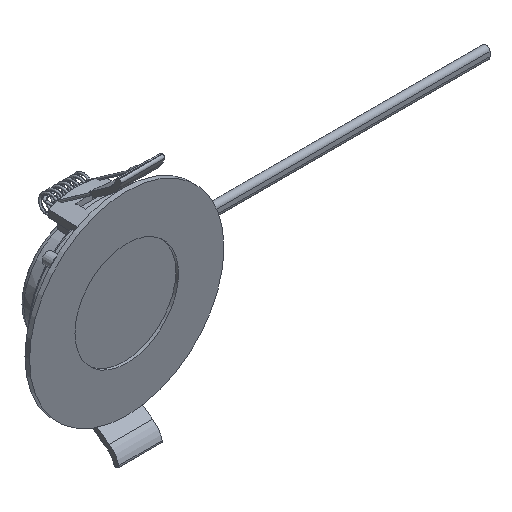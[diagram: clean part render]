
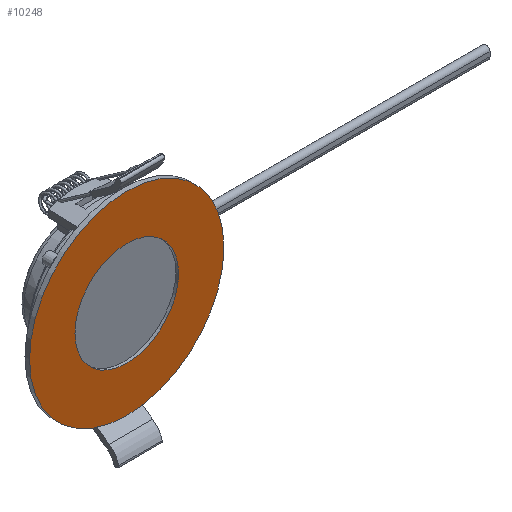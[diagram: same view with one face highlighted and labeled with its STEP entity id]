
A CAD part, isometric view. The second image highlights one B-rep face of the part: STEP entity #10248.
In plain terms, the highlighted planar face has unit normal (0, -1, 0).
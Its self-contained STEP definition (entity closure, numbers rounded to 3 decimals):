
#393 = AXIS2_PLACEMENT_3D ( 'NONE', #2043, #1902, #11409 ) ;
#424 = FACE_OUTER_BOUND ( 'NONE', #3982, .T. ) ;
#1373 = DIRECTION ( 'NONE',  ( 0., 1., 0. ) ) ;
#1902 = DIRECTION ( 'NONE',  ( 0., -1., 0. ) ) ;
#1956 = CIRCLE ( 'NONE', #3918, 22.65 ) ;
#1973 = CARTESIAN_POINT ( 'NONE',  ( 0., 0., -22.65 ) ) ;
#2039 = CARTESIAN_POINT ( 'NONE',  ( 0., 0., 42.5 ) ) ;
#2043 = CARTESIAN_POINT ( 'NONE',  ( 0., 0., 0. ) ) ;
#2668 = CARTESIAN_POINT ( 'NONE',  ( 0., 0., 0. ) ) ;
#3142 = EDGE_CURVE ( 'NONE', #6641, #6641, #1956, .T. ) ;
#3918 = AXIS2_PLACEMENT_3D ( 'NONE', #7933, #6790, #12683 ) ;
#3982 = EDGE_LOOP ( 'NONE', ( #14974 ) ) ;
#4863 = AXIS2_PLACEMENT_3D ( 'NONE', #2668, #1373, #10810 ) ;
#5864 = EDGE_CURVE ( 'NONE', #13627, #13627, #8572, .T. ) ;
#6641 = VERTEX_POINT ( 'NONE', #1973 ) ;
#6790 = DIRECTION ( 'NONE',  ( 0., -1., 0. ) ) ;
#7933 = CARTESIAN_POINT ( 'NONE',  ( 0., 0., 0. ) ) ;
#8280 = EDGE_LOOP ( 'NONE', ( #10849 ) ) ;
#8572 = CIRCLE ( 'NONE', #393, 42.5 ) ;
#9942 = FACE_BOUND ( 'NONE', #8280, .T. ) ;
#10248 = ADVANCED_FACE ( 'NONE', ( #424, #9942 ), #14638, .F. ) ;
#10810 = DIRECTION ( 'NONE',  ( 1., 0., 0. ) ) ;
#10849 = ORIENTED_EDGE ( 'NONE', *, *, #3142, .F. ) ;
#11409 = DIRECTION ( 'NONE',  ( 0., 0., 1. ) ) ;
#12683 = DIRECTION ( 'NONE',  ( 0., 0., -1. ) ) ;
#13627 = VERTEX_POINT ( 'NONE', #2039 ) ;
#14638 = PLANE ( 'NONE',  #4863 ) ;
#14974 = ORIENTED_EDGE ( 'NONE', *, *, #5864, .T. ) ;
